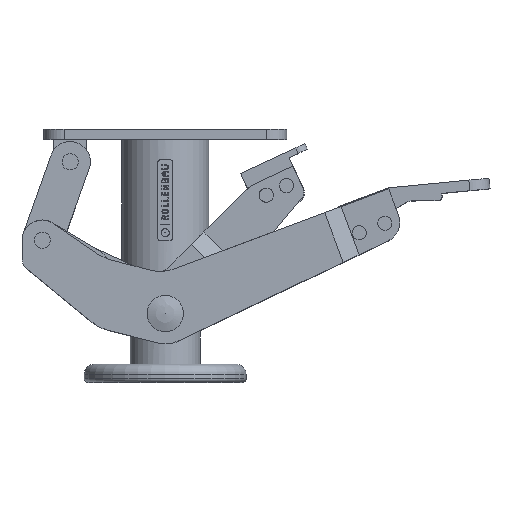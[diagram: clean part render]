
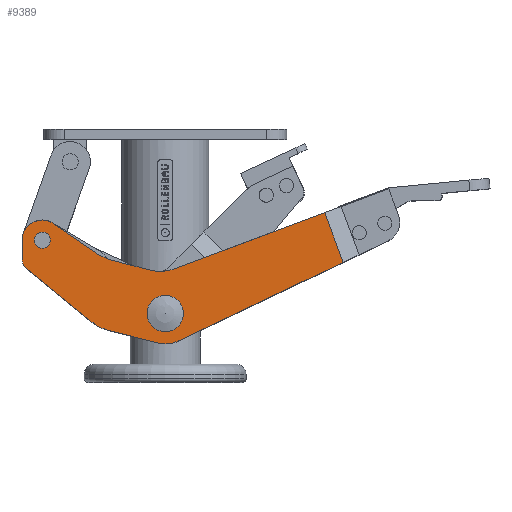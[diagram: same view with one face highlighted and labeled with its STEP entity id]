
A CAD part, top view. The second image highlights one B-rep face of the part: STEP entity #9389.
In plain terms, the highlighted planar face has unit normal (0, 0, 1).
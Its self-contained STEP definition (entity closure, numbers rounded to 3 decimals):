
#65=PLANE('',#9884);
#390=CIRCLE('',#9867,10.);
#391=CIRCLE('',#9870,5.);
#392=CIRCLE('',#9873,20.);
#393=CIRCLE('',#9876,15.);
#394=CIRCLE('',#9880,20.);
#395=CIRCLE('',#9883,20.);
#396=CIRCLE('',#9885,9.);
#397=CIRCLE('',#9886,4.);
#992=ORIENTED_EDGE('',*,*,#2807,.T.);
#993=ORIENTED_EDGE('',*,*,#2808,.T.);
#994=ORIENTED_EDGE('',*,*,#2793,.T.);
#995=ORIENTED_EDGE('',*,*,#2809,.F.);
#996=ORIENTED_EDGE('',*,*,#2800,.T.);
#997=ORIENTED_EDGE('',*,*,#2803,.F.);
#998=ORIENTED_EDGE('',*,*,#2805,.T.);
#999=ORIENTED_EDGE('',*,*,#2806,.F.);
#1000=ORIENTED_EDGE('',*,*,#2775,.T.);
#1001=ORIENTED_EDGE('',*,*,#2778,.T.);
#1002=ORIENTED_EDGE('',*,*,#2780,.T.);
#1003=ORIENTED_EDGE('',*,*,#2782,.T.);
#1004=ORIENTED_EDGE('',*,*,#2784,.T.);
#1005=ORIENTED_EDGE('',*,*,#2786,.T.);
#1006=ORIENTED_EDGE('',*,*,#2788,.T.);
#1007=ORIENTED_EDGE('',*,*,#2790,.T.);
#2775=EDGE_CURVE('',#3687,#3686,#4277,.T.);
#2778=EDGE_CURVE('',#3686,#3688,#390,.T.);
#2780=EDGE_CURVE('',#3688,#3689,#4281,.T.);
#2782=EDGE_CURVE('',#3689,#3690,#391,.T.);
#2784=EDGE_CURVE('',#3690,#3691,#4284,.T.);
#2786=EDGE_CURVE('',#3691,#3692,#392,.T.);
#2788=EDGE_CURVE('',#3692,#3693,#4287,.T.);
#2790=EDGE_CURVE('',#3693,#3694,#393,.T.);
#2793=EDGE_CURVE('',#3694,#3695,#4291,.T.);
#2800=EDGE_CURVE('',#3700,#3699,#4298,.T.);
#2803=EDGE_CURVE('',#3701,#3699,#394,.T.);
#2805=EDGE_CURVE('',#3701,#3702,#4302,.T.);
#2806=EDGE_CURVE('',#3687,#3702,#395,.T.);
#2807=EDGE_CURVE('',#3703,#3703,#396,.T.);
#2808=EDGE_CURVE('',#3704,#3704,#397,.F.);
#2809=EDGE_CURVE('',#3700,#3695,#4303,.T.);
#3686=VERTEX_POINT('',#13123);
#3687=VERTEX_POINT('',#13125);
#3688=VERTEX_POINT('',#13129);
#3689=VERTEX_POINT('',#13133);
#3690=VERTEX_POINT('',#13137);
#3691=VERTEX_POINT('',#13141);
#3692=VERTEX_POINT('',#13145);
#3693=VERTEX_POINT('',#13149);
#3694=VERTEX_POINT('',#13153);
#3695=VERTEX_POINT('',#13158);
#3699=VERTEX_POINT('',#13170);
#3700=VERTEX_POINT('',#13172);
#3701=VERTEX_POINT('',#13176);
#3702=VERTEX_POINT('',#13180);
#3703=VERTEX_POINT('',#13186);
#3704=VERTEX_POINT('',#13188);
#4277=LINE('',#13124,#4913);
#4281=LINE('',#13134,#4917);
#4284=LINE('',#13142,#4920);
#4287=LINE('',#13150,#4923);
#4291=LINE('',#13159,#4927);
#4298=LINE('',#13171,#4934);
#4302=LINE('',#13181,#4938);
#4303=LINE('',#13189,#4939);
#4913=VECTOR('',#10859,1000.);
#4917=VECTOR('',#10869,1000.);
#4920=VECTOR('',#10878,1000.);
#4923=VECTOR('',#10887,1000.);
#4927=VECTOR('',#10897,1000.);
#4934=VECTOR('',#10906,1000.);
#4938=VECTOR('',#10916,1000.);
#4939=VECTOR('',#10927,1000.);
#5473=EDGE_LOOP('',(#992));
#5474=EDGE_LOOP('',(#993));
#5475=EDGE_LOOP('',(#994,#995,#996,#997,#998,#999,#1000,#1001,#1002,#1003,
#1004,#1005,#1006,#1007));
#5993=FACE_BOUND('',#5473,.T.);
#5994=FACE_BOUND('',#5474,.T.);
#5995=FACE_BOUND('',#5475,.T.);
#9389=ADVANCED_FACE('',(#5993,#5994,#5995),#65,.T.);
#9867=AXIS2_PLACEMENT_3D('',#13130,#10864,#10865);
#9870=AXIS2_PLACEMENT_3D('',#13138,#10873,#10874);
#9873=AXIS2_PLACEMENT_3D('',#13146,#10882,#10883);
#9876=AXIS2_PLACEMENT_3D('',#13154,#10891,#10892);
#9880=AXIS2_PLACEMENT_3D('',#13177,#10911,#10912);
#9883=AXIS2_PLACEMENT_3D('',#13183,#10919,#10920);
#9884=AXIS2_PLACEMENT_3D('',#13184,#10921,#10922);
#9885=AXIS2_PLACEMENT_3D('',#13185,#10923,#10924);
#9886=AXIS2_PLACEMENT_3D('',#13187,#10925,#10926);
#10859=DIRECTION('',(-0.824,0.566,0.));
#10864=DIRECTION('',(0.,0.,1.));
#10865=DIRECTION('',(1.,0.,0.));
#10869=DIRECTION('',(0.009,-1.,0.));
#10873=DIRECTION('',(0.,0.,1.));
#10874=DIRECTION('',(1.,0.,0.));
#10878=DIRECTION('',(0.772,-0.636,0.));
#10882=DIRECTION('',(0.,0.,1.));
#10883=DIRECTION('',(1.,0.,0.));
#10887=DIRECTION('',(0.968,-0.25,0.));
#10891=DIRECTION('',(0.,0.,1.));
#10892=DIRECTION('',(1.,0.,0.));
#10897=DIRECTION('',(0.903,0.431,0.));
#10906=DIRECTION('',(-0.937,-0.35,0.));
#10911=DIRECTION('',(0.,0.,1.));
#10912=DIRECTION('',(1.,0.,0.));
#10916=DIRECTION('',(-0.968,0.25,0.));
#10919=DIRECTION('',(0.,0.,1.));
#10920=DIRECTION('',(1.,0.,0.));
#10921=DIRECTION('',(0.,0.,1.));
#10922=DIRECTION('',(1.,0.,0.));
#10923=DIRECTION('',(0.,0.,-1.));
#10924=DIRECTION('',(-1.,0.,0.));
#10925=DIRECTION('',(0.,0.,1.));
#10926=DIRECTION('',(1.,0.,0.));
#10927=DIRECTION('',(0.35,-0.937,0.));
#13123=CARTESIAN_POINT('',(-55.099,-46.594,37.25));
#13124=CARTESIAN_POINT('',(-33.281,-61.589,37.25));
#13125=CARTESIAN_POINT('',(-33.281,-61.589,37.25));
#13129=CARTESIAN_POINT('',(-70.762,-54.923,37.25));
#13130=CARTESIAN_POINT('',(-60.763,-54.835,37.25));
#13133=CARTESIAN_POINT('',(-70.679,-64.471,37.25));
#13134=CARTESIAN_POINT('',(-70.762,-54.923,37.25));
#13137=CARTESIAN_POINT('',(-68.86,-68.286,37.25));
#13138=CARTESIAN_POINT('',(-65.679,-64.428,37.25));
#13141=CARTESIAN_POINT('',(-36.221,-95.191,37.25));
#13142=CARTESIAN_POINT('',(-68.86,-68.286,37.25));
#13145=CARTESIAN_POINT('',(-28.507,-99.121,37.25));
#13146=CARTESIAN_POINT('',(-23.5,-79.758,37.25));
#13149=CARTESIAN_POINT('',(-3.756,-105.522,37.25));
#13150=CARTESIAN_POINT('',(-28.507,-99.121,37.25));
#13153=CARTESIAN_POINT('',(6.458,-104.539,37.25));
#13154=CARTESIAN_POINT('',(0.,-91.,37.25));
#13158=CARTESIAN_POINT('',(87.939,-65.674,37.25));
#13159=CARTESIAN_POINT('',(6.458,-104.539,37.25));
#13170=CARTESIAN_POINT('',(4.576,-68.889,37.25));
#13171=CARTESIAN_POINT('',(110.392,-29.326,37.25));
#13172=CARTESIAN_POINT('',(78.77,-41.149,37.25));
#13176=CARTESIAN_POINT('',(-7.436,-69.519,37.25));
#13177=CARTESIAN_POINT('',(-2.428,-50.156,37.25));
#13180=CARTESIAN_POINT('',(-26.961,-64.469,37.25));
#13181=CARTESIAN_POINT('',(-7.436,-69.519,37.25));
#13183=CARTESIAN_POINT('',(-21.953,-45.106,37.25));
#13184=CARTESIAN_POINT('',(-60.763,-54.835,37.25));
#13185=CARTESIAN_POINT('',(0.,-91.,37.25));
#13186=CARTESIAN_POINT('',(-9.,-91.,37.25));
#13187=CARTESIAN_POINT('',(-60.767,-54.736,37.25));
#13188=CARTESIAN_POINT('',(-56.767,-54.736,37.25));
#13189=CARTESIAN_POINT('',(66.146,-7.386,37.25));
